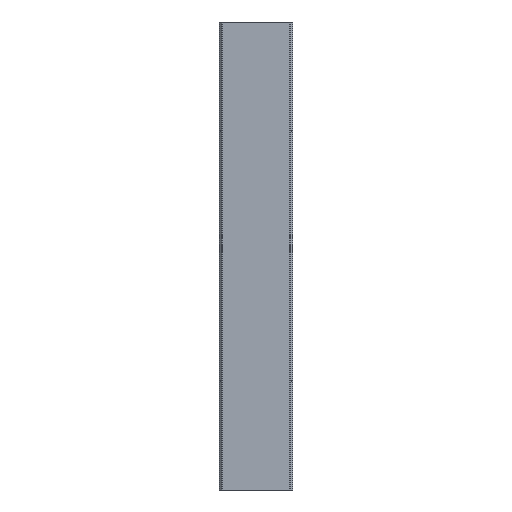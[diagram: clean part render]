
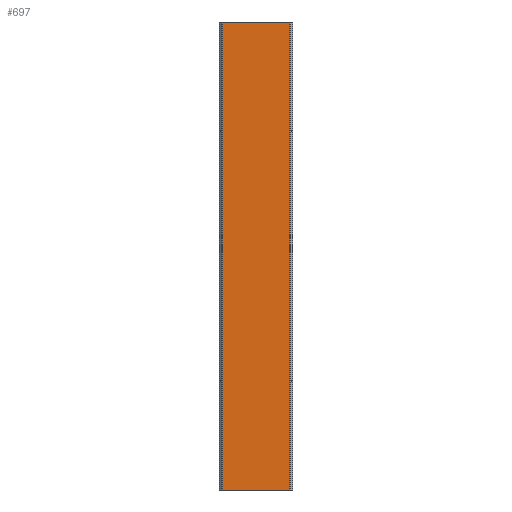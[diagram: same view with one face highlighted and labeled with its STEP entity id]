
A CAD part, front view. The second image highlights one B-rep face of the part: STEP entity #697.
In plain terms, the highlighted planar face has unit normal (0, -1, 0).
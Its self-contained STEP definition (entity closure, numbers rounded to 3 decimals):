
#124 = EDGE_CURVE ( 'NONE', #491, #847, #1017, .T. ) ;
#126 = DIRECTION ( 'NONE',  ( 0., -1., 0. ) ) ;
#145 = DIRECTION ( 'NONE',  ( -1., 0., 0. ) ) ;
#146 = VECTOR ( 'NONE', #616, 1000. ) ;
#242 = ORIENTED_EDGE ( 'NONE', *, *, #492, .T. ) ;
#344 = VECTOR ( 'NONE', #728, 1000. ) ;
#390 = VECTOR ( 'NONE', #145, 1000. ) ;
#392 = DIRECTION ( 'NONE',  ( 0., 0., -1. ) ) ;
#444 = VERTEX_POINT ( 'NONE', #722 ) ;
#491 = VERTEX_POINT ( 'NONE', #983 ) ;
#492 = EDGE_CURVE ( 'NONE', #444, #491, #682, .T. ) ;
#515 = CARTESIAN_POINT ( 'NONE',  ( 217.379, 0., 1500. ) ) ;
#521 = VERTEX_POINT ( 'NONE', #1079 ) ;
#545 = FACE_OUTER_BOUND ( 'NONE', #1082, .T. ) ;
#616 = DIRECTION ( 'NONE',  ( 0., 0., -1. ) ) ;
#622 = LINE ( 'NONE', #701, #390 ) ;
#635 = CARTESIAN_POINT ( 'NONE',  ( -218., 0., 1500. ) ) ;
#644 = LINE ( 'NONE', #515, #146 ) ;
#667 = ORIENTED_EDGE ( 'NONE', *, *, #816, .F. ) ;
#682 = LINE ( 'NONE', #635, #344 ) ;
#697 = ADVANCED_FACE ( 'NONE', ( #545 ), #862, .T. ) ;
#701 = CARTESIAN_POINT ( 'NONE',  ( -218., 0., -1500. ) ) ;
#722 = CARTESIAN_POINT ( 'NONE',  ( 217.379, 0., 1500. ) ) ;
#728 = DIRECTION ( 'NONE',  ( -1., 0., 0. ) ) ;
#776 = CARTESIAN_POINT ( 'NONE',  ( -218., 0., 1500. ) ) ;
#784 = EDGE_CURVE ( 'NONE', #521, #847, #622, .T. ) ;
#812 = VECTOR ( 'NONE', #392, 1000. ) ;
#816 = EDGE_CURVE ( 'NONE', #444, #521, #644, .T. ) ;
#847 = VERTEX_POINT ( 'NONE', #1140 ) ;
#862 = PLANE ( 'NONE',  #1094 ) ;
#901 = ORIENTED_EDGE ( 'NONE', *, *, #784, .F. ) ;
#949 = DIRECTION ( 'NONE',  ( 0., 0., -1. ) ) ;
#983 = CARTESIAN_POINT ( 'NONE',  ( -217.379, 0., 1500. ) ) ;
#1017 = LINE ( 'NONE', #1098, #812 ) ;
#1079 = CARTESIAN_POINT ( 'NONE',  ( 217.379, 0., -1500. ) ) ;
#1082 = EDGE_LOOP ( 'NONE', ( #901, #667, #242, #1162 ) ) ;
#1094 = AXIS2_PLACEMENT_3D ( 'NONE', #776, #126, #949 ) ;
#1098 = CARTESIAN_POINT ( 'NONE',  ( -217.379, 0., 1500. ) ) ;
#1140 = CARTESIAN_POINT ( 'NONE',  ( -217.379, 0., -1500. ) ) ;
#1162 = ORIENTED_EDGE ( 'NONE', *, *, #124, .T. ) ;
